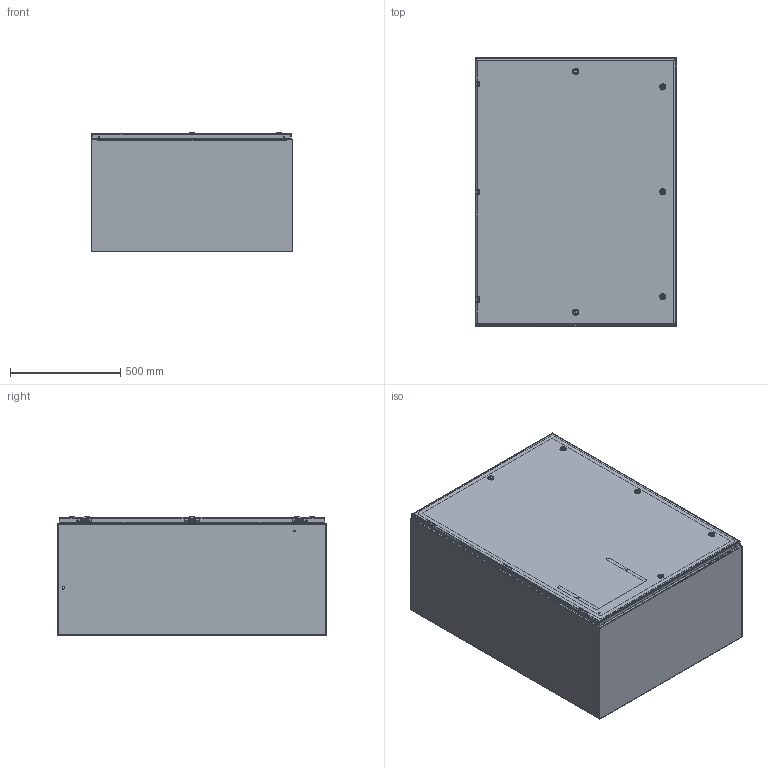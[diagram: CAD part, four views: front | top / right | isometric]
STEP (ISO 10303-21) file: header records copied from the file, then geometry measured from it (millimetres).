
FILE_DESCRIPTION (( 'STEP AP203' ), '1' );
FILE_NAME ('SCE-48EL3620LP.step', '2021-02-09T16:54:57', ( 'ADC123' ), ( 'Microsoft' ), 'SwSTEP 2.0', 'SolidWorks 2019', '' );
FILE_SCHEMA (( 'CONFIG_CONTROL_DESIGN' ));
Products named in the file (1): SCE-48EL3620LP
Bounding box: 914.4 x 1219.2 x 539.91 mm (x, y, z)
Surface area: 11824745.4 mm2 (no closed solid volume)
Topology: 0 solids, 81 shells, 4770 faces, 12280 edges, 7692 vertices
Faces by surface type: plane 2330, cylinder 1321, bspline 959, cone 111, torus 49
Full cylindrical faces by diameter (mm): 1.016 x3, 3.454 x3, 3.962 x3, 3.978 x3, 4.318 x9, 4.369 x6, 4.775 x4, 4.978 x12, 5 x5, 5.182 x6, 5.207 x6, 5.232 x6, 5.5 x5, 5.537 x3, 6.096 x6, 6.198 x6, 6.299 x4, 6.35 x6, 6.363 x2, 6.756 x6, 7.137 x4, 8.433 x8, 9.296 x8, 9.322 x8, 9.525 x6, 9.9 x5, 10 x5, 11.112 x6, 12.7 x8, 12.8 x5
Entity records: 195455 total; most frequent: CARTESIAN_POINT 90941, ORIENTED_EDGE 22985, DIRECTION 18984, EDGE_CURVE 11508, VERTEX_POINT 7460, AXIS2_PLACEMENT_3D 6479, VECTOR 6026, LINE 6026
